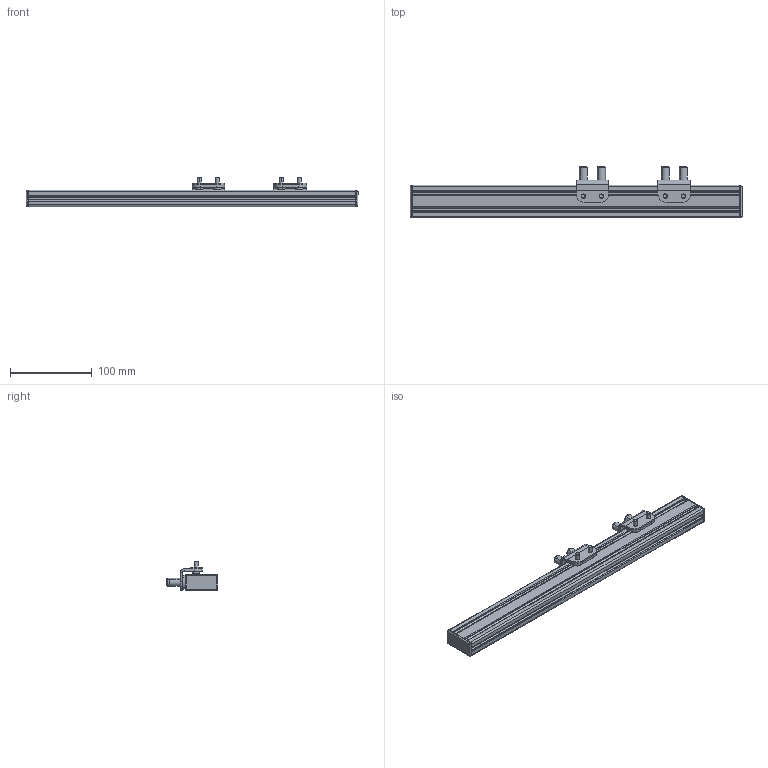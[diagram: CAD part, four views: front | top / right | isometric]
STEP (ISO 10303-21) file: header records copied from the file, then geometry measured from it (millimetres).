
FILE_DESCRIPTION (( 'STEP AP214' ), '1' );
FILE_NAME ('P1196-400.STEP', '2025-04-01T06:52:48', ( '' ), ( '' ), 'SwSTEP 2.0', 'SolidWorks 2024', '' );
FILE_SCHEMA (( 'AUTOMOTIVE_DESIGN' ));
Length unit declared in the file: millimetre
Products named in the file (1): P1196-400
Bounding box: 405 x 63.1 x 35.5 mm (x, y, z)
Volume: 160117.5 mm3; surface area: 148830.5 mm2
Topology: 26 solids, 26 shells, 609 faces, 1540 edges, 992 vertices
Faces by surface type: cylinder 304, plane 249, cone 24, torus 24, bspline 8
Entity records: 19660 total; most frequent: CARTESIAN_POINT 4334, DIRECTION 3254, ORIENTED_EDGE 3064, EDGE_CURVE 1532, AXIS2_PLACEMENT_3D 1220, VERTEX_POINT 992, VECTOR 814, LINE 814
